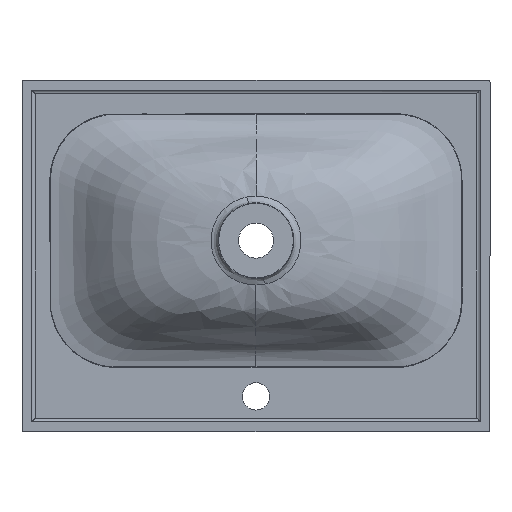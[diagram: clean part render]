
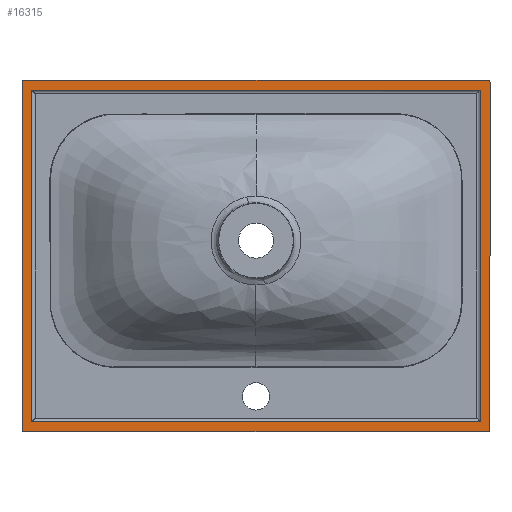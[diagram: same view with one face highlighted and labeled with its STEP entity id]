
A CAD part, front view. The second image highlights one B-rep face of the part: STEP entity #16315.
In plain terms, the highlighted planar face has unit normal (0, -1, 0).
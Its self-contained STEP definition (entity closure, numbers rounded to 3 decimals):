
#230 = ORIENTED_EDGE ( 'NONE', *, *, #19489, .T. ) ;
#322 = EDGE_LOOP ( 'NONE', ( #20137, #1799, #941, #19202 ) ) ;
#532 = CARTESIAN_POINT ( 'NONE',  ( 298., -14., 225.244 ) ) ;
#665 = CARTESIAN_POINT ( 'NONE',  ( 287.641, -14., 224.755 ) ) ;
#874 = CARTESIAN_POINT ( 'NONE',  ( -287.641, -14., -212.338 ) ) ;
#941 = ORIENTED_EDGE ( 'NONE', *, *, #12579, .F. ) ;
#987 = CARTESIAN_POINT ( 'NONE',  ( 299.51, -14., -224.755 ) ) ;
#1213 = CARTESIAN_POINT ( 'NONE',  ( -299.999, -14., 224.755 ) ) ;
#1395 = ORIENTED_EDGE ( 'NONE', *, *, #15357, .T. ) ;
#1471 = VECTOR ( 'NONE', #2538, 1000. ) ;
#1530 = ORIENTED_EDGE ( 'NONE', *, *, #18534, .T. ) ;
#1586 = VECTOR ( 'NONE', #13783, 1000. ) ;
#1613 = LINE ( 'NONE', #19522, #22774 ) ;
#1799 = ORIENTED_EDGE ( 'NONE', *, *, #10376, .F. ) ;
#2495 = CARTESIAN_POINT ( 'NONE',  ( 287.641, -14., 212.886 ) ) ;
#2538 = DIRECTION ( 'NONE',  ( 0., 0., -1. ) ) ;
#2948 =( BOUNDED_CURVE ( )  B_SPLINE_CURVE ( 3, ( #14833, #13056, #13174, #20299 ),
 .UNSPECIFIED., .F., .T. ) 
 B_SPLINE_CURVE_WITH_KNOTS ( ( 4, 4 ),
 ( 3.142, 4.712 ),
 .UNSPECIFIED. ) 
 CURVE ( )  GEOMETRIC_REPRESENTATION_ITEM ( )  RATIONAL_B_SPLINE_CURVE ( ( 1., 0.805, 0.805, 1. ) ) 
 REPRESENTATION_ITEM ( '' )  );
#3265 = CARTESIAN_POINT ( 'NONE',  ( -299.999, -14., -222.755 ) ) ;
#3609 = DIRECTION ( 'NONE',  ( 0., 0., -1. ) ) ;
#3968 = CARTESIAN_POINT ( 'NONE',  ( -299.171, -14., 225.244 ) ) ;
#4082 = CARTESIAN_POINT ( 'NONE',  ( 297.998, -14., -224.755 ) ) ;
#4598 = CARTESIAN_POINT ( 'NONE',  ( 287.641, -14., -212.338 ) ) ;
#5019 = VECTOR ( 'NONE', #18915, 1000. ) ;
#5160 = EDGE_CURVE ( 'NONE', #12588, #15027, #12653, .T. ) ;
#5413 = DIRECTION ( 'NONE',  ( -1., 0., 0. ) ) ;
#5651 = CARTESIAN_POINT ( 'NONE',  ( 299.999, -14., 223.245 ) ) ;
#5887 = LINE ( 'NONE', #665, #19662 ) ;
#6251 = CARTESIAN_POINT ( 'NONE',  ( 299.999, -14., 224.416 ) ) ;
#6263 = CARTESIAN_POINT ( 'NONE',  ( 299.51, -14., -212.338 ) ) ;
#6333 = FACE_BOUND ( 'NONE', #322, .T. ) ;
#7260 = EDGE_LOOP ( 'NONE', ( #19091, #230, #12896, #10183, #23340, #1395, #1530, #15980 ) ) ;
#7778 = CARTESIAN_POINT ( 'NONE',  ( 299.999, -14., 224.755 ) ) ;
#7820 =( BOUNDED_CURVE ( )  B_SPLINE_CURVE ( 3, ( #4082, #18439, #13330, #11320 ),
 .UNSPECIFIED., .F., .T. ) 
 B_SPLINE_CURVE_WITH_KNOTS ( ( 4, 4 ),
 ( 1.571, 3.142 ),
 .UNSPECIFIED. ) 
 CURVE ( )  GEOMETRIC_REPRESENTATION_ITEM ( )  RATIONAL_B_SPLINE_CURVE ( ( 1., 0.805, 0.805, 1. ) ) 
 REPRESENTATION_ITEM ( '' )  );
#8114 = CARTESIAN_POINT ( 'NONE',  ( 297.998, -14., -224.755 ) ) ;
#8372 = CARTESIAN_POINT ( 'NONE',  ( 299.171, -14., 225.244 ) ) ;
#8386 = CARTESIAN_POINT ( 'NONE',  ( 299.999, -14., -222.755 ) ) ;
#8650 = VERTEX_POINT ( 'NONE', #4598 ) ;
#8752 = VECTOR ( 'NONE', #11828, 1000. ) ;
#8880 = EDGE_CURVE ( 'NONE', #15999, #8650, #22625, .T. ) ;
#9464 = VERTEX_POINT ( 'NONE', #8386 ) ;
#9737 = LINE ( 'NONE', #11163, #16398 ) ;
#9891 = DIRECTION ( 'NONE',  ( 0., 1., 0. ) ) ;
#10113 = LINE ( 'NONE', #987, #1586 ) ;
#10183 = ORIENTED_EDGE ( 'NONE', *, *, #18459, .T. ) ;
#10376 = EDGE_CURVE ( 'NONE', #17932, #12684, #1613, .T. ) ;
#11027 = VERTEX_POINT ( 'NONE', #3265 ) ;
#11163 = CARTESIAN_POINT ( 'NONE',  ( 299.51, -14., 225.244 ) ) ;
#11320 = CARTESIAN_POINT ( 'NONE',  ( 299.999, -14., -222.755 ) ) ;
#11586 = CARTESIAN_POINT ( 'NONE',  ( 299.999, -14., 223.245 ) ) ;
#11666 = PLANE ( 'NONE',  #14116 ) ;
#11699 = CARTESIAN_POINT ( 'NONE',  ( 298., -14., 225.244 ) ) ;
#11828 = DIRECTION ( 'NONE',  ( 1., 0., 0. ) ) ;
#12579 = EDGE_CURVE ( 'NONE', #8650, #17932, #5887, .T. ) ;
#12588 = VERTEX_POINT ( 'NONE', #5651 ) ;
#12653 =( BOUNDED_CURVE ( )  B_SPLINE_CURVE ( 3, ( #11586, #6251, #8372, #11699 ),
 .UNSPECIFIED., .F., .F. ) 
 B_SPLINE_CURVE_WITH_KNOTS ( ( 4, 4 ),
 ( 2.357, 3.926 ),
 .UNSPECIFIED. ) 
 CURVE ( )  GEOMETRIC_REPRESENTATION_ITEM ( )  RATIONAL_B_SPLINE_CURVE ( ( 1., 0.805, 0.805, 1. ) ) 
 REPRESENTATION_ITEM ( '' )  );
#12684 = VERTEX_POINT ( 'NONE', #15358 ) ;
#12865 = LINE ( 'NONE', #17968, #23358 ) ;
#12896 = ORIENTED_EDGE ( 'NONE', *, *, #5160, .T. ) ;
#13056 = CARTESIAN_POINT ( 'NONE',  ( -299.999, -14., -223.927 ) ) ;
#13174 = CARTESIAN_POINT ( 'NONE',  ( -299.17, -14., -224.755 ) ) ;
#13305 = EDGE_CURVE ( 'NONE', #16481, #22417, #17634, .T. ) ;
#13330 = CARTESIAN_POINT ( 'NONE',  ( 299.999, -14., -223.927 ) ) ;
#13570 = LINE ( 'NONE', #7778, #5019 ) ;
#13741 = VERTEX_POINT ( 'NONE', #18209 ) ;
#13783 = DIRECTION ( 'NONE',  ( 1., 0., 0. ) ) ;
#14116 = AXIS2_PLACEMENT_3D ( 'NONE', #17241, #9891, #17128 ) ;
#14664 = DIRECTION ( 'NONE',  ( 0., 0., 1. ) ) ;
#14833 = CARTESIAN_POINT ( 'NONE',  ( -299.999, -14., -222.755 ) ) ;
#15027 = VERTEX_POINT ( 'NONE', #532 ) ;
#15357 = EDGE_CURVE ( 'NONE', #22417, #11027, #17466, .T. ) ;
#15358 = CARTESIAN_POINT ( 'NONE',  ( -287.641, -14., 212.886 ) ) ;
#15980 = ORIENTED_EDGE ( 'NONE', *, *, #23454, .T. ) ;
#15999 = VERTEX_POINT ( 'NONE', #874 ) ;
#16315 = ADVANCED_FACE ( 'NONE', ( #18907, #6333 ), #11666, .F. ) ;
#16398 = VECTOR ( 'NONE', #16966, 1000. ) ;
#16481 = VERTEX_POINT ( 'NONE', #17351 ) ;
#16658 = CARTESIAN_POINT ( 'NONE',  ( -299.999, -14., 223.245 ) ) ;
#16966 = DIRECTION ( 'NONE',  ( -1., 0., 0. ) ) ;
#17128 = DIRECTION ( 'NONE',  ( 0., 0., 1. ) ) ;
#17241 = CARTESIAN_POINT ( 'NONE',  ( 0., -14., 0. ) ) ;
#17351 = CARTESIAN_POINT ( 'NONE',  ( -298., -14., 225.244 ) ) ;
#17466 = LINE ( 'NONE', #1213, #1471 ) ;
#17634 =( BOUNDED_CURVE ( )  B_SPLINE_CURVE ( 3, ( #22579, #3968, #18676, #16658 ),
 .UNSPECIFIED., .F., .F. ) 
 B_SPLINE_CURVE_WITH_KNOTS ( ( 4, 4 ),
 ( 2.357, 3.926 ),
 .UNSPECIFIED. ) 
 CURVE ( )  GEOMETRIC_REPRESENTATION_ITEM ( )  RATIONAL_B_SPLINE_CURVE ( ( 1., 0.805, 0.805, 1. ) ) 
 REPRESENTATION_ITEM ( '' )  );
#17932 = VERTEX_POINT ( 'NONE', #2495 ) ;
#17968 = CARTESIAN_POINT ( 'NONE',  ( -287.641, -14., 224.755 ) ) ;
#18209 = CARTESIAN_POINT ( 'NONE',  ( -297.998, -14., -224.755 ) ) ;
#18439 = CARTESIAN_POINT ( 'NONE',  ( 299.17, -14., -224.755 ) ) ;
#18459 = EDGE_CURVE ( 'NONE', #15027, #16481, #9737, .T. ) ;
#18534 = EDGE_CURVE ( 'NONE', #11027, #13741, #2948, .T. ) ;
#18561 = CARTESIAN_POINT ( 'NONE',  ( -299.999, -14., 223.245 ) ) ;
#18676 = CARTESIAN_POINT ( 'NONE',  ( -299.999, -14., 224.416 ) ) ;
#18907 = FACE_OUTER_BOUND ( 'NONE', #7260, .T. ) ;
#18915 = DIRECTION ( 'NONE',  ( 0., 0., 1. ) ) ;
#19091 = ORIENTED_EDGE ( 'NONE', *, *, #21721, .T. ) ;
#19202 = ORIENTED_EDGE ( 'NONE', *, *, #8880, .F. ) ;
#19489 = EDGE_CURVE ( 'NONE', #9464, #12588, #13570, .T. ) ;
#19522 = CARTESIAN_POINT ( 'NONE',  ( 299.51, -14., 212.886 ) ) ;
#19662 = VECTOR ( 'NONE', #14664, 1000. ) ;
#20137 = ORIENTED_EDGE ( 'NONE', *, *, #20916, .F. ) ;
#20299 = CARTESIAN_POINT ( 'NONE',  ( -297.998, -14., -224.755 ) ) ;
#20916 = EDGE_CURVE ( 'NONE', #12684, #15999, #12865, .T. ) ;
#21721 = EDGE_CURVE ( 'NONE', #22272, #9464, #7820, .T. ) ;
#22272 = VERTEX_POINT ( 'NONE', #8114 ) ;
#22417 = VERTEX_POINT ( 'NONE', #18561 ) ;
#22579 = CARTESIAN_POINT ( 'NONE',  ( -298., -14., 225.244 ) ) ;
#22625 = LINE ( 'NONE', #6263, #8752 ) ;
#22774 = VECTOR ( 'NONE', #5413, 1000. ) ;
#23340 = ORIENTED_EDGE ( 'NONE', *, *, #13305, .T. ) ;
#23358 = VECTOR ( 'NONE', #3609, 1000. ) ;
#23454 = EDGE_CURVE ( 'NONE', #13741, #22272, #10113, .T. ) ;
